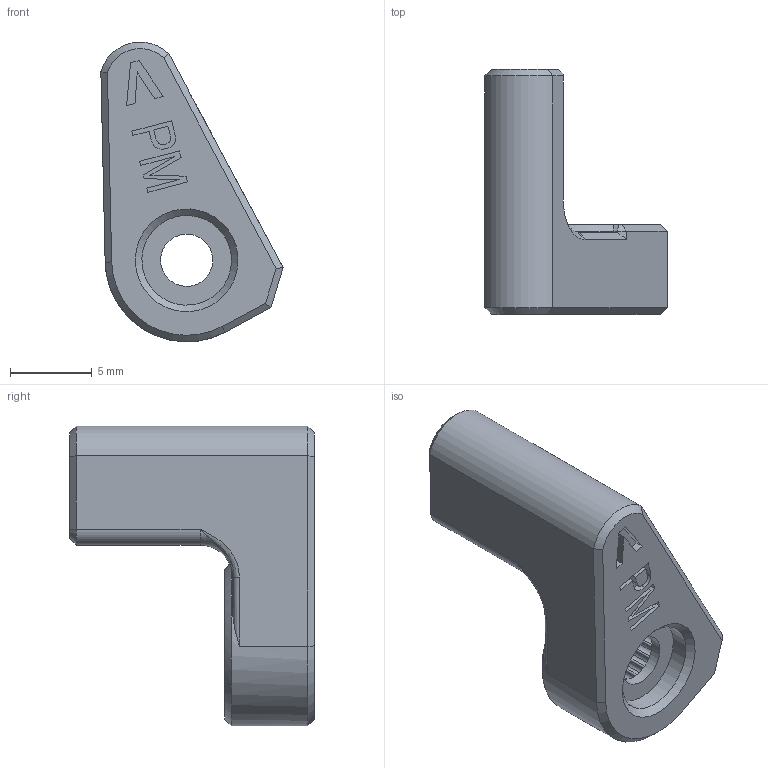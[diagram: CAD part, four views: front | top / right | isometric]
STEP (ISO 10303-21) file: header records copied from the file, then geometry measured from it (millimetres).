
FILE_DESCRIPTION (( 'STEP AP214' ), '1' );
FILE_NAME ('4.3b Promodeler Servo FDM Option.STEP', '2024-02-26T22:55:31', ( '' ), ( '' ), 'SwSTEP 2.0', 'SolidWorks 2024', '' );
FILE_SCHEMA (( 'AUTOMOTIVE_DESIGN' ));
Length unit declared in the file: millimetre
Products named in the file (1): 4.3b Promodeler Servo FDM Option
Bounding box: 11.17 x 15 x 18.37 mm (x, y, z)
Volume: 837.9 mm3; surface area: 812 mm2
Topology: 1 solids, 1 shells, 138 faces, 370 edges, 239 vertices
Faces by surface type: cylinder 62, plane 60, bspline 9, cone 6, torus 1
Full cylindrical faces by diameter (mm): 3.2 x1, 5.5 x1
Entity records: 4774 total; most frequent: CARTESIAN_POINT 1277, ORIENTED_EDGE 730, DIRECTION 729, EDGE_CURVE 365, AXIS2_PLACEMENT_3D 259, VERTEX_POINT 238, VECTOR 211, LINE 211
